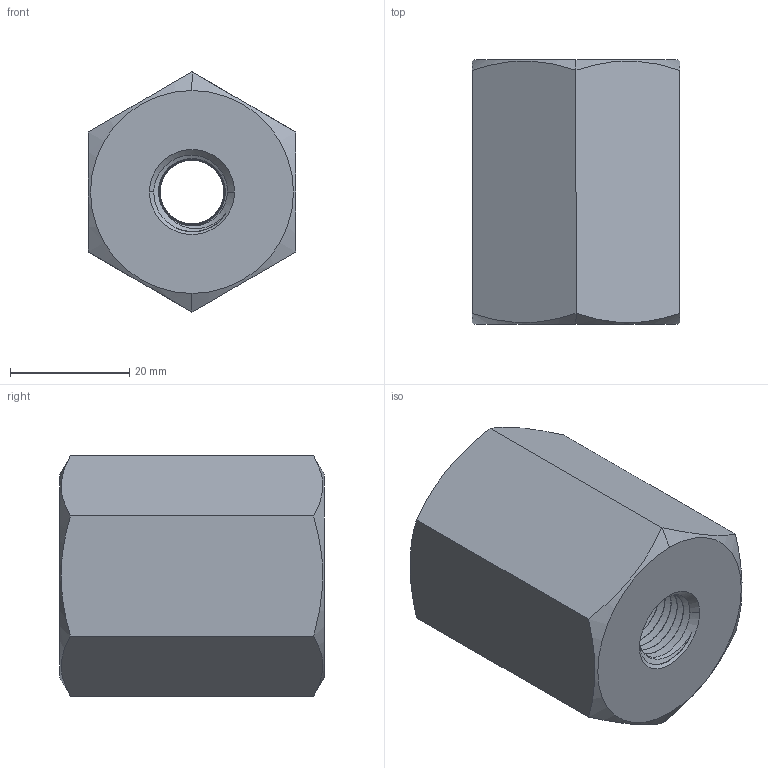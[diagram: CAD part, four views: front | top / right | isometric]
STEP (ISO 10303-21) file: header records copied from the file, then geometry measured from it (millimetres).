
FILE_DESCRIPTION (( 'STEP AP203' ), '1' );
FILE_NAME ('AD-BS3FSS-4FNPT.STEP', '2025-08-18T13:40:15', ( '' ), ( '' ), 'SwSTEP 2.0', 'SolidWorks 2018', '' );
FILE_SCHEMA (( 'CONFIG_CONTROL_DESIGN' ));
Length unit declared in the file: inch
Products named in the file (1): AD-BS3FSS-4FNPT
Bounding box: 34.92 x 44.45 x 40.33 mm (x, y, z)
Volume: 36557.5 mm3; surface area: 10435.7 mm2
Topology: 1 solids, 1 shells, 156 faces, 431 edges, 286 vertices
Faces by surface type: bspline 74, plane 35, cylinder 24, cone 23
Entity records: 17880 total; most frequent: CARTESIAN_POINT 14487, ORIENTED_EDGE 862, EDGE_CURVE 431, DIRECTION 378, VERTEX_POINT 286, B_SPLINE_CURVE_WITH_KNOTS 238, VECTOR 174, LINE 174
